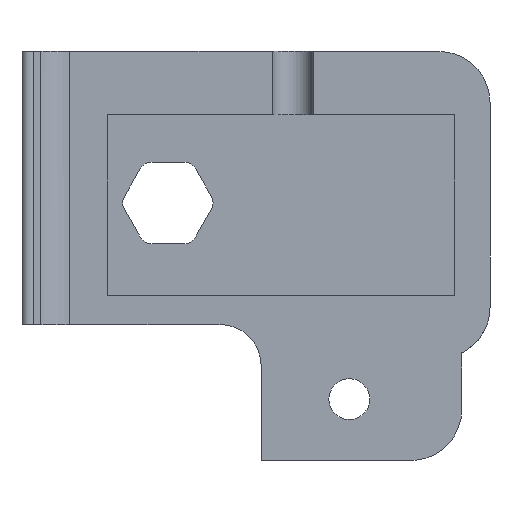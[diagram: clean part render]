
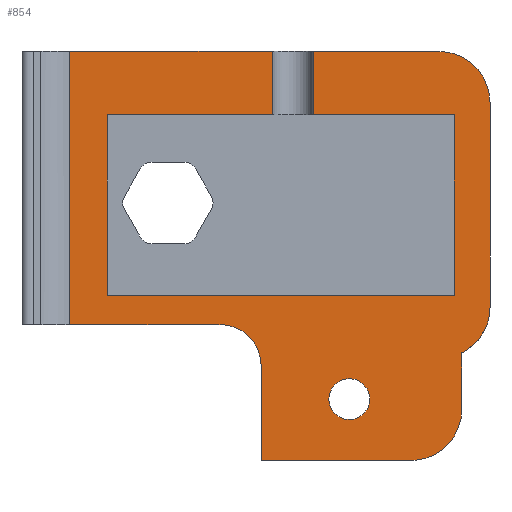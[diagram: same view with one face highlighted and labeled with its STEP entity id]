
A CAD part, front view. The second image highlights one B-rep face of the part: STEP entity #854.
In plain terms, the highlighted planar face has unit normal (0, -1, 0).
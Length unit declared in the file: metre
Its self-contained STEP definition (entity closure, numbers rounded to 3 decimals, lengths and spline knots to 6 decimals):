
#36=CIRCLE('',#884,0.0015);
#45=CIRCLE('',#897,0.00375);
#55=CIRCLE('',#926,0.00375);
#56=CIRCLE('',#929,0.00375);
#61=CIRCLE('',#938,0.003);
#244=ORIENTED_EDGE('',*,*,#323,.T.);
#245=ORIENTED_EDGE('',*,*,#415,.T.);
#246=ORIENTED_EDGE('',*,*,#416,.T.);
#247=ORIENTED_EDGE('',*,*,#344,.T.);
#248=ORIENTED_EDGE('',*,*,#339,.T.);
#249=ORIENTED_EDGE('',*,*,#392,.F.);
#250=ORIENTED_EDGE('',*,*,#395,.T.);
#251=ORIENTED_EDGE('',*,*,#396,.F.);
#252=ORIENTED_EDGE('',*,*,#403,.F.);
#253=ORIENTED_EDGE('',*,*,#340,.T.);
#254=ORIENTED_EDGE('',*,*,#321,.T.);
#255=ORIENTED_EDGE('',*,*,#316,.T.);
#256=ORIENTED_EDGE('',*,*,#312,.T.);
#257=ORIENTED_EDGE('',*,*,#310,.T.);
#258=ORIENTED_EDGE('',*,*,#319,.T.);
#259=ORIENTED_EDGE('',*,*,#342,.T.);
#260=ORIENTED_EDGE('',*,*,#402,.F.);
#261=ORIENTED_EDGE('',*,*,#417,.F.);
#262=ORIENTED_EDGE('',*,*,#377,.T.);
#263=ORIENTED_EDGE('',*,*,#381,.T.);
#264=ORIENTED_EDGE('',*,*,#418,.T.);
#265=ORIENTED_EDGE('',*,*,#419,.F.);
#310=EDGE_CURVE('',#433,#432,#514,.T.);
#312=EDGE_CURVE('',#434,#433,#516,.T.);
#316=EDGE_CURVE('',#437,#434,#520,.T.);
#319=EDGE_CURVE('',#432,#438,#522,.T.);
#321=EDGE_CURVE('',#439,#437,#524,.T.);
#323=EDGE_CURVE('',#441,#441,#36,.T.);
#339=EDGE_CURVE('',#455,#457,#534,.T.);
#340=EDGE_CURVE('',#458,#439,#535,.T.);
#342=EDGE_CURVE('',#438,#459,#536,.T.);
#344=EDGE_CURVE('',#461,#455,#45,.T.);
#377=EDGE_CURVE('',#481,#480,#562,.T.);
#381=EDGE_CURVE('',#480,#484,#565,.T.);
#392=EDGE_CURVE('',#490,#457,#55,.T.);
#395=EDGE_CURVE('',#490,#492,#577,.T.);
#396=EDGE_CURVE('',#493,#492,#56,.T.);
#402=EDGE_CURVE('',#498,#459,#580,.T.);
#403=EDGE_CURVE('',#458,#493,#581,.T.);
#415=EDGE_CURVE('',#506,#507,#592,.T.);
#416=EDGE_CURVE('',#507,#461,#593,.T.);
#417=EDGE_CURVE('',#481,#498,#594,.T.);
#418=EDGE_CURVE('',#484,#508,#595,.T.);
#419=EDGE_CURVE('',#506,#508,#61,.T.);
#432=VERTEX_POINT('',#1196);
#433=VERTEX_POINT('',#1198);
#434=VERTEX_POINT('',#1202);
#437=VERTEX_POINT('',#1210);
#438=VERTEX_POINT('',#1214);
#439=VERTEX_POINT('',#1215);
#441=VERTEX_POINT('',#1223);
#455=VERTEX_POINT('',#1252);
#457=VERTEX_POINT('',#1256);
#458=VERTEX_POINT('',#1260);
#459=VERTEX_POINT('',#1262);
#461=VERTEX_POINT('',#1268);
#480=VERTEX_POINT('',#1333);
#481=VERTEX_POINT('',#1335);
#484=VERTEX_POINT('',#1342);
#490=VERTEX_POINT('',#1363);
#492=VERTEX_POINT('',#1369);
#493=VERTEX_POINT('',#1373);
#498=VERTEX_POINT('',#1384);
#506=VERTEX_POINT('',#1409);
#507=VERTEX_POINT('',#1410);
#508=VERTEX_POINT('',#1414);
#514=LINE('',#1197,#606);
#516=LINE('',#1201,#608);
#520=LINE('',#1209,#612);
#522=LINE('',#1216,#614);
#524=LINE('',#1218,#616);
#534=LINE('',#1257,#626);
#535=LINE('',#1259,#627);
#536=LINE('',#1263,#628);
#562=LINE('',#1334,#654);
#565=LINE('',#1343,#657);
#577=LINE('',#1370,#669);
#580=LINE('',#1385,#672);
#581=LINE('',#1386,#673);
#592=LINE('',#1408,#684);
#593=LINE('',#1411,#685);
#594=LINE('',#1412,#686);
#595=LINE('',#1413,#687);
#606=VECTOR('',#956,1.);
#608=VECTOR('',#960,1.);
#612=VECTOR('',#966,1.);
#614=VECTOR('',#972,1.);
#616=VECTOR('',#974,1.);
#626=VECTOR('',#1006,1.);
#627=VECTOR('',#1009,1.);
#628=VECTOR('',#1012,1.);
#654=VECTOR('',#1086,1.);
#657=VECTOR('',#1093,1.);
#669=VECTOR('',#1119,1.);
#672=VECTOR('',#1134,1.);
#673=VECTOR('',#1135,1.);
#684=VECTOR('',#1154,1.);
#685=VECTOR('',#1155,1.);
#686=VECTOR('',#1156,1.);
#687=VECTOR('',#1157,1.);
#733=EDGE_LOOP('',(#244));
#734=EDGE_LOOP('',(#245,#246,#247,#248,#249,#250,#251,#252,#253,#254,#255,
#256,#257,#258,#259,#260,#261,#262,#263,#264,#265));
#781=FACE_BOUND('',#733,.T.);
#782=FACE_BOUND('',#734,.T.);
#814=PLANE('',#937);
#854=ADVANCED_FACE('',(#781,#782),#814,.T.);
#884=AXIS2_PLACEMENT_3D('',#1222,#979,#980);
#897=AXIS2_PLACEMENT_3D('',#1267,#1017,#1018);
#926=AXIS2_PLACEMENT_3D('',#1364,#1113,#1114);
#929=AXIS2_PLACEMENT_3D('',#1372,#1122,#1123);
#937=AXIS2_PLACEMENT_3D('',#1407,#1152,#1153);
#938=AXIS2_PLACEMENT_3D('',#1415,#1158,#1159);
#956=DIRECTION('',(0.,0.,1.));
#960=DIRECTION('',(-1.,0.,0.));
#966=DIRECTION('',(0.,0.,-1.));
#972=DIRECTION('',(1.,0.,0.));
#974=DIRECTION('',(1.,0.,0.));
#979=DIRECTION('',(0.,1.,0.));
#980=DIRECTION('',(1.,0.,0.));
#1006=DIRECTION('',(0.,0.,1.));
#1009=DIRECTION('',(0.,0.,-1.));
#1012=DIRECTION('',(0.,0.,1.));
#1017=DIRECTION('',(0.,-1.,0.));
#1018=DIRECTION('',(0.707,0.,-0.707));
#1086=DIRECTION('',(1.,0.,0.));
#1093=DIRECTION('',(0.,0.,1.));
#1113=DIRECTION('',(0.,1.,0.));
#1114=DIRECTION('',(0.707,0.,-0.707));
#1119=DIRECTION('',(0.,0.,1.));
#1122=DIRECTION('',(0.,1.,0.));
#1123=DIRECTION('',(0.707,0.,0.707));
#1134=DIRECTION('',(1.,0.,0.));
#1135=DIRECTION('',(1.,0.,0.));
#1152=DIRECTION('',(0.,-1.,0.));
#1153=DIRECTION('',(0.,0.,-1.));
#1154=DIRECTION('',(0.,0.,-1.));
#1155=DIRECTION('',(1.,0.,0.));
#1156=DIRECTION('',(0.,0.,1.));
#1157=DIRECTION('',(1.,0.,0.));
#1158=DIRECTION('',(0.,-1.,0.));
#1159=DIRECTION('',(0.707,0.,0.707));
#1196=CARTESIAN_POINT('',(0.043112,-0.006,-0.001167));
#1197=CARTESIAN_POINT('',(0.043112,-0.006,-0.012935));
#1198=CARTESIAN_POINT('',(0.043112,-0.006,-0.014417));
#1201=CARTESIAN_POINT('',(0.062244,-0.006,-0.014417));
#1202=CARTESIAN_POINT('',(0.068576,-0.006,-0.014417));
#1209=CARTESIAN_POINT('',(0.068576,-0.006,-0.00631));
#1210=CARTESIAN_POINT('',(0.068576,-0.006,-0.001167));
#1214=CARTESIAN_POINT('',(0.055226,-0.006,-0.001167));
#1215=CARTESIAN_POINT('',(0.058226,-0.006,-0.001167));
#1216=CARTESIAN_POINT('',(0.049512,-0.006,-0.001167));
#1218=CARTESIAN_POINT('',(0.049512,-0.006,-0.001167));
#1222=CARTESIAN_POINT('',(0.060878,-0.006,-0.022025));
#1223=CARTESIAN_POINT('',(0.062378,-0.006,-0.022025));
#1252=CARTESIAN_POINT('',(0.069128,-0.006,-0.022775));
#1256=CARTESIAN_POINT('',(0.069128,-0.006,-0.018627));
#1257=CARTESIAN_POINT('',(0.069128,-0.006,-0.013739));
#1259=CARTESIAN_POINT('',(0.058226,-0.006,-0.000883));
#1260=CARTESIAN_POINT('',(0.058226,-0.006,0.003475));
#1262=CARTESIAN_POINT('',(0.055226,-0.006,0.003475));
#1263=CARTESIAN_POINT('',(0.055226,-0.006,-0.000883));
#1267=CARTESIAN_POINT('',(0.065378,-0.006,-0.022775));
#1268=CARTESIAN_POINT('',(0.065378,-0.006,-0.026525));
#1333=CARTESIAN_POINT('',(0.051128,-0.006,-0.016559));
#1334=CARTESIAN_POINT('',(0.05352,-0.006,-0.016559));
#1335=CARTESIAN_POINT('',(0.040371,-0.006,-0.016559));
#1342=CARTESIAN_POINT('',(0.051128,-0.006,-0.016559));
#1343=CARTESIAN_POINT('',(0.051128,-0.006,-0.016025));
#1363=CARTESIAN_POINT('',(0.071197,-0.006,-0.015275));
#1364=CARTESIAN_POINT('',(0.067447,-0.006,-0.015275));
#1369=CARTESIAN_POINT('',(0.071197,-0.006,-0.000275));
#1370=CARTESIAN_POINT('',(0.071197,-0.006,-0.015239));
#1372=CARTESIAN_POINT('',(0.067447,-0.006,-0.000275));
#1373=CARTESIAN_POINT('',(0.067447,-0.006,0.003475));
#1384=CARTESIAN_POINT('',(0.040371,-0.006,0.003475));
#1385=CARTESIAN_POINT('',(0.071197,-0.006,0.003475));
#1386=CARTESIAN_POINT('',(0.071197,-0.006,0.003475));
#1407=CARTESIAN_POINT('',(0.055912,-0.006,-0.011454));
#1408=CARTESIAN_POINT('',(0.054414,-0.006,-0.021376));
#1409=CARTESIAN_POINT('',(0.054414,-0.006,-0.019559));
#1410=CARTESIAN_POINT('',(0.054414,-0.006,-0.026525));
#1411=CARTESIAN_POINT('',(0.046395,-0.006,-0.026525));
#1412=CARTESIAN_POINT('',(0.040371,-0.006,-0.007722));
#1413=CARTESIAN_POINT('',(0.055163,-0.006,-0.016559));
#1414=CARTESIAN_POINT('',(0.051414,-0.006,-0.016559));
#1415=CARTESIAN_POINT('',(0.051414,-0.006,-0.019559));
